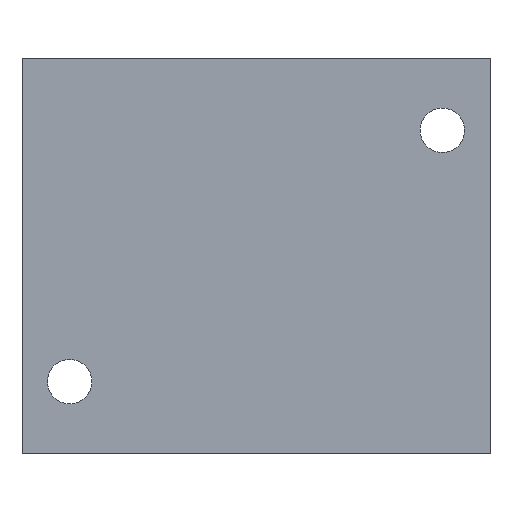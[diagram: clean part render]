
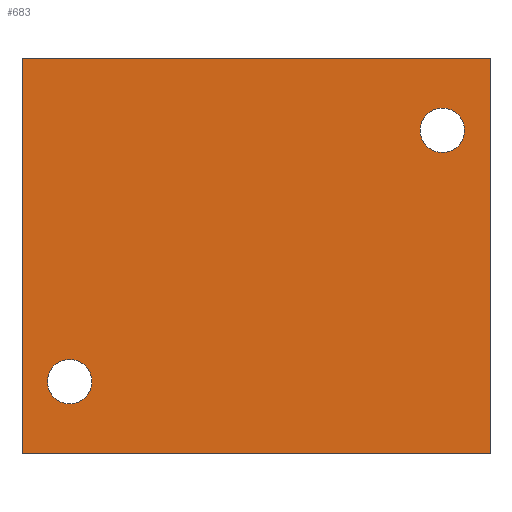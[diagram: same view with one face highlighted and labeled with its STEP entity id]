
A CAD part, front view. The second image highlights one B-rep face of the part: STEP entity #683.
In plain terms, the highlighted planar face has unit normal (0, -1, 0).
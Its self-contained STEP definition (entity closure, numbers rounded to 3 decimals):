
#19 = VERTEX_POINT ( 'NONE', #1207 ) ;
#41 = DIRECTION ( 'NONE',  ( 0., 0., 1. ) ) ;
#69 = EDGE_CURVE ( 'NONE', #19, #272, #1235, .T. ) ;
#78 = CIRCLE ( 'NONE', #838, 5.15 ) ;
#81 = VERTEX_POINT ( 'NONE', #1244 ) ;
#240 = ORIENTED_EDGE ( 'NONE', *, *, #834, .F. ) ;
#242 = DIRECTION ( 'NONE',  ( 0., -1., 0. ) ) ;
#268 = CARTESIAN_POINT ( 'NONE',  ( -54., -45., -45.5 ) ) ;
#272 = VERTEX_POINT ( 'NONE', #1259 ) ;
#282 = CARTESIAN_POINT ( 'NONE',  ( -54., -45., 45.5 ) ) ;
#300 = EDGE_CURVE ( 'NONE', #19, #1023, #430, .T. ) ;
#301 = DIRECTION ( 'NONE',  ( 0., 0., -1. ) ) ;
#317 = VECTOR ( 'NONE', #1030, 1000. ) ;
#327 = DIRECTION ( 'NONE',  ( 0., 0., -1. ) ) ;
#340 = DIRECTION ( 'NONE',  ( 0., -1., 0. ) ) ;
#341 = DIRECTION ( 'NONE',  ( 0., -1., 0. ) ) ;
#348 = CARTESIAN_POINT ( 'NONE',  ( -43., -45., -34.15 ) ) ;
#349 = ORIENTED_EDGE ( 'NONE', *, *, #949, .F. ) ;
#360 = AXIS2_PLACEMENT_3D ( 'NONE', #585, #341, #1051 ) ;
#361 = CARTESIAN_POINT ( 'NONE',  ( -43., -45., -29. ) ) ;
#370 = ORIENTED_EDGE ( 'NONE', *, *, #781, .F. ) ;
#387 = CARTESIAN_POINT ( 'NONE',  ( 54., -45., -45.5 ) ) ;
#421 = VERTEX_POINT ( 'NONE', #348 ) ;
#422 = FACE_BOUND ( 'NONE', #1297, .T. ) ;
#430 = LINE ( 'NONE', #574, #1179 ) ;
#469 = EDGE_LOOP ( 'NONE', ( #370, #763 ) ) ;
#526 = CARTESIAN_POINT ( 'NONE',  ( 43., -45., 29. ) ) ;
#574 = CARTESIAN_POINT ( 'NONE',  ( -54., -45., 45.5 ) ) ;
#581 = PLANE ( 'NONE',  #1038 ) ;
#585 = CARTESIAN_POINT ( 'NONE',  ( 43., -45., 29. ) ) ;
#630 = VECTOR ( 'NONE', #1353, 1000. ) ;
#637 = AXIS2_PLACEMENT_3D ( 'NONE', #361, #242, #851 ) ;
#679 = AXIS2_PLACEMENT_3D ( 'NONE', #924, #340, #1401 ) ;
#683 = ADVANCED_FACE ( 'NONE', ( #1483, #422, #900 ), #581, .F. ) ;
#710 = CIRCLE ( 'NONE', #637, 5.15 ) ;
#763 = ORIENTED_EDGE ( 'NONE', *, *, #1266, .F. ) ;
#773 = DIRECTION ( 'NONE',  ( 0., -1., 0. ) ) ;
#780 = LINE ( 'NONE', #268, #933 ) ;
#781 = EDGE_CURVE ( 'NONE', #827, #81, #1141, .T. ) ;
#827 = VERTEX_POINT ( 'NONE', #1043 ) ;
#834 = EDGE_CURVE ( 'NONE', #272, #1006, #1024, .T. ) ;
#838 = AXIS2_PLACEMENT_3D ( 'NONE', #526, #773, #301 ) ;
#847 = ORIENTED_EDGE ( 'NONE', *, *, #300, .T. ) ;
#851 = DIRECTION ( 'NONE',  ( 0., 0., -1. ) ) ;
#858 = CARTESIAN_POINT ( 'NONE',  ( -54., -45., -45.5 ) ) ;
#885 = EDGE_LOOP ( 'NONE', ( #1201, #240, #1013, #847 ) ) ;
#900 = FACE_OUTER_BOUND ( 'NONE', #885, .T. ) ;
#924 = CARTESIAN_POINT ( 'NONE',  ( -43., -45., -29. ) ) ;
#933 = VECTOR ( 'NONE', #1246, 1000. ) ;
#949 = EDGE_CURVE ( 'NONE', #1413, #421, #710, .T. ) ;
#958 = DIRECTION ( 'NONE',  ( 0., 1., 0. ) ) ;
#1006 = VERTEX_POINT ( 'NONE', #387 ) ;
#1013 = ORIENTED_EDGE ( 'NONE', *, *, #69, .F. ) ;
#1023 = VERTEX_POINT ( 'NONE', #858 ) ;
#1024 = LINE ( 'NONE', #1152, #317 ) ;
#1030 = DIRECTION ( 'NONE',  ( 0., 0., -1. ) ) ;
#1038 = AXIS2_PLACEMENT_3D ( 'NONE', #1211, #958, #41 ) ;
#1043 = CARTESIAN_POINT ( 'NONE',  ( 43., -45., 23.85 ) ) ;
#1051 = DIRECTION ( 'NONE',  ( 0., 0., -1. ) ) ;
#1141 = CIRCLE ( 'NONE', #360, 5.15 ) ;
#1152 = CARTESIAN_POINT ( 'NONE',  ( 54., -45., 45.5 ) ) ;
#1156 = CIRCLE ( 'NONE', #679, 5.15 ) ;
#1171 = CARTESIAN_POINT ( 'NONE',  ( -43., -45., -23.85 ) ) ;
#1179 = VECTOR ( 'NONE', #327, 1000. ) ;
#1201 = ORIENTED_EDGE ( 'NONE', *, *, #1281, .T. ) ;
#1207 = CARTESIAN_POINT ( 'NONE',  ( -54., -45., 45.5 ) ) ;
#1211 = CARTESIAN_POINT ( 'NONE',  ( -54., -45., 45.5 ) ) ;
#1235 = LINE ( 'NONE', #282, #630 ) ;
#1244 = CARTESIAN_POINT ( 'NONE',  ( 43., -45., 34.15 ) ) ;
#1246 = DIRECTION ( 'NONE',  ( 1., 0., 0. ) ) ;
#1259 = CARTESIAN_POINT ( 'NONE',  ( 54., -45., 45.5 ) ) ;
#1266 = EDGE_CURVE ( 'NONE', #81, #827, #78, .T. ) ;
#1281 = EDGE_CURVE ( 'NONE', #1023, #1006, #780, .T. ) ;
#1297 = EDGE_LOOP ( 'NONE', ( #1304, #349 ) ) ;
#1304 = ORIENTED_EDGE ( 'NONE', *, *, #1529, .F. ) ;
#1353 = DIRECTION ( 'NONE',  ( 1., 0., 0. ) ) ;
#1401 = DIRECTION ( 'NONE',  ( 0., 0., -1. ) ) ;
#1413 = VERTEX_POINT ( 'NONE', #1171 ) ;
#1483 = FACE_BOUND ( 'NONE', #469, .T. ) ;
#1529 = EDGE_CURVE ( 'NONE', #421, #1413, #1156, .T. ) ;
